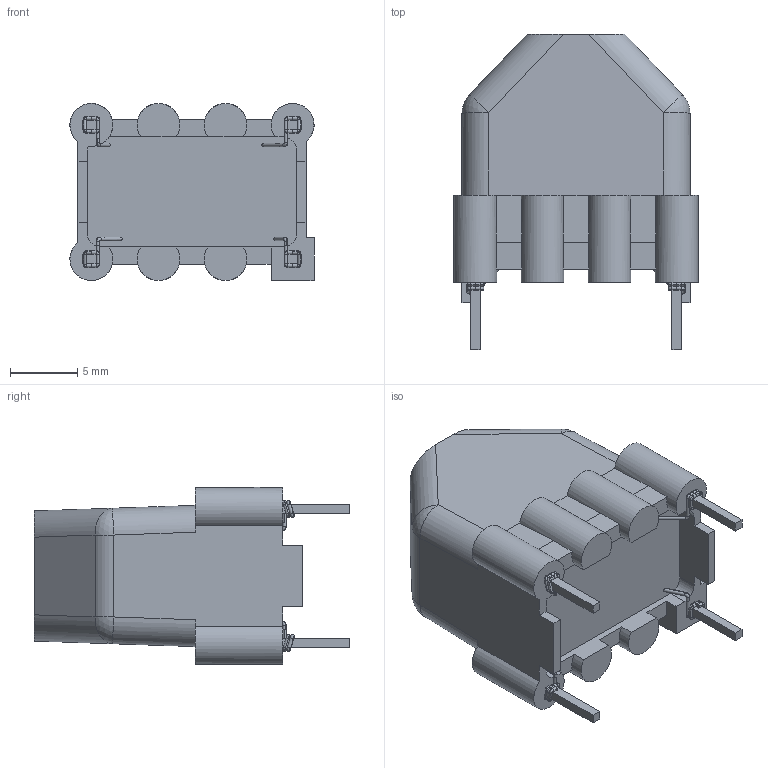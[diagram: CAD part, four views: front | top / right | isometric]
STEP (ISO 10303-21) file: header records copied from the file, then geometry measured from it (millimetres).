
FILE_DESCRIPTION((''),'2;1');
FILE_NAME('B82721K2XU_V03_PUBLIC_TDK-PC','2021-05-18T',('ED9263'),(''),'CREO PARAMETRIC BY PTC INC, 2018220','CREO PARAMETRIC BY PTC INC, 2018220','');
FILE_SCHEMA(('AUTOMOTIVE_DESIGN { 1 0 10303 214 1 1 1 1 }'));
Length unit declared in the file: millimetre
Products named in the file (1): B82721K2XU_V03_PUBLIC_TDK-PC
Bounding box: 18.2 x 23.5 x 13.2 mm (x, y, z)
Volume: 2953.1 mm3; surface area: 1536.6 mm2
Topology: 1 solids, 1 shells, 291 faces, 719 edges, 380 vertices
Faces by surface type: cylinder 117, bspline 82, plane 80, torus 8, sphere 4
Entity records: 14510 total; most frequent: CARTESIAN_POINT 5066, DIRECTION 1369, ORIENTED_EDGE 1314, EDGE_CURVE 657, AXIS2_PLACEMENT_3D 535, FILL_AREA_STYLE_COLOUR 456, FILL_AREA_STYLE 456, SURFACE_STYLE_FILL_AREA 456
